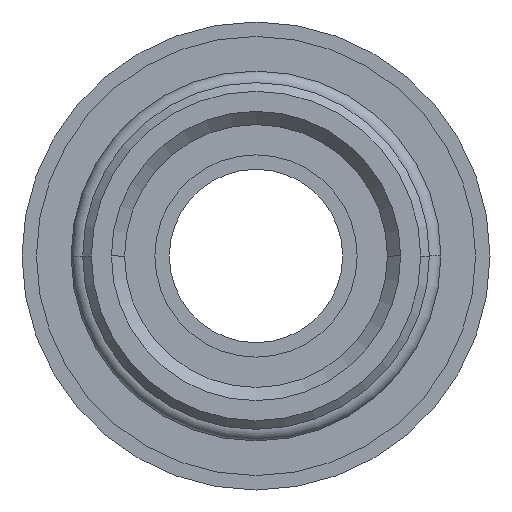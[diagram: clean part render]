
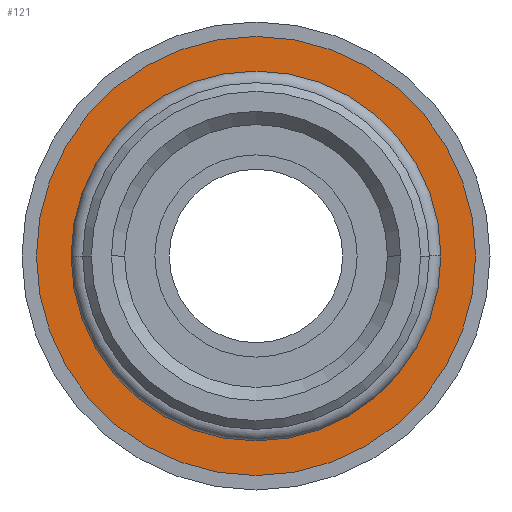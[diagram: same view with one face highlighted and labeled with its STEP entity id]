
A CAD part, front view. The second image highlights one B-rep face of the part: STEP entity #121.
In plain terms, the highlighted planar face has unit normal (0, -1, 0).
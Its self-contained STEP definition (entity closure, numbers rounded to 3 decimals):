
#121=ADVANCED_FACE('',(#282,#283),#284,.T.);
#282=FACE_OUTER_BOUND('',#487,.T.);
#283=FACE_BOUND('',#488,.T.);
#284=PLANE('',#489);
#487=EDGE_LOOP('',(#772,#773));
#488=EDGE_LOOP('',(#774,#775));
#489=AXIS2_PLACEMENT_3D('',#776,#777,#778);
#772=ORIENTED_EDGE('',*,*,#1195,.F.);
#773=ORIENTED_EDGE('',*,*,#1196,.F.);
#774=ORIENTED_EDGE('',*,*,#1197,.T.);
#775=ORIENTED_EDGE('',*,*,#1198,.T.);
#776=CARTESIAN_POINT('',(6.8,4.0,0.0));
#777=DIRECTION('',(-0.0,-1.0,-0.0));
#778=DIRECTION('',(-1.0,0.0,0.0));
#1195=EDGE_CURVE('',#1426,#1427,#1428,.T.);
#1196=EDGE_CURVE('',#1427,#1426,#1429,.T.);
#1197=EDGE_CURVE('',#1430,#1431,#1432,.T.);
#1198=EDGE_CURVE('',#1431,#1430,#1433,.T.);
#1426=VERTEX_POINT('',#1707);
#1427=VERTEX_POINT('',#1708);
#1428=CIRCLE('',#1709,7.6);
#1429=CIRCLE('',#1710,7.6);
#1430=VERTEX_POINT('',#1711);
#1431=VERTEX_POINT('',#1712);
#1432=CIRCLE('',#1713,6.0);
#1433=CIRCLE('',#1714,6.0);
#1707=CARTESIAN_POINT('',(7.6,4.0,0.0));
#1708=CARTESIAN_POINT('',(-7.6,4.0,0.));
#1709=AXIS2_PLACEMENT_3D('',#1997,#1998,#1999);
#1710=AXIS2_PLACEMENT_3D('',#2000,#2001,#2002);
#1711=CARTESIAN_POINT('',(6.0,4.0,0.0));
#1712=CARTESIAN_POINT('',(-6.0,4.0,0.));
#1713=AXIS2_PLACEMENT_3D('',#2003,#2004,#2005);
#1714=AXIS2_PLACEMENT_3D('',#2006,#2007,#2008);
#1997=CARTESIAN_POINT('',(0.0,4.0,0.0));
#1998=DIRECTION('',(-0.0,1.0,0.0));
#1999=DIRECTION('',(1.0,0.0,0.0));
#2000=CARTESIAN_POINT('',(0.0,4.0,0.0));
#2001=DIRECTION('',(-0.0,1.0,0.0));
#2002=DIRECTION('',(1.0,0.0,0.0));
#2003=CARTESIAN_POINT('',(0.0,4.0,0.0));
#2004=DIRECTION('',(-0.0,1.0,0.0));
#2005=DIRECTION('',(1.0,0.0,0.0));
#2006=CARTESIAN_POINT('',(0.0,4.0,0.0));
#2007=DIRECTION('',(-0.0,1.0,0.0));
#2008=DIRECTION('',(1.0,0.0,0.0));
